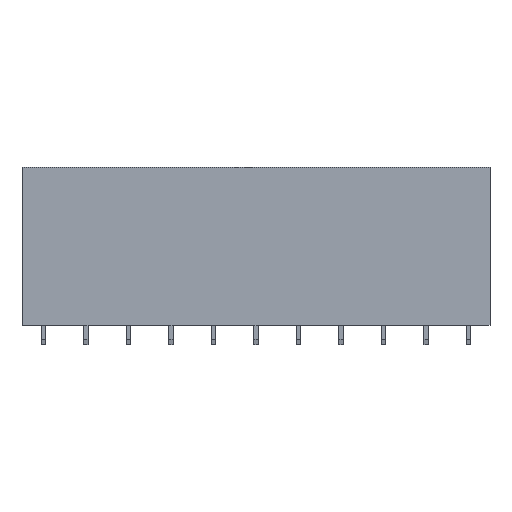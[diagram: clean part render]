
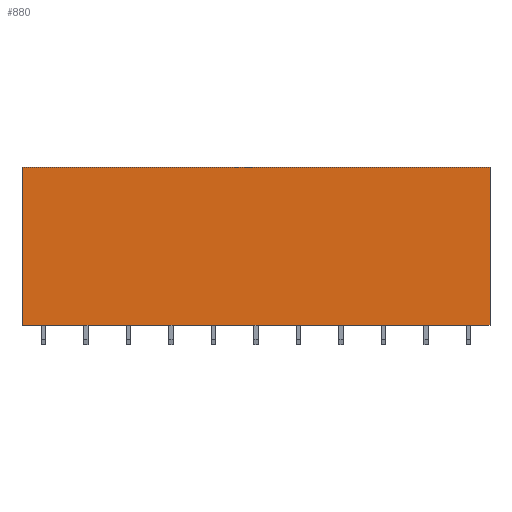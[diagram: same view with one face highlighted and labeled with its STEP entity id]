
A CAD part, front view. The second image highlights one B-rep face of the part: STEP entity #880.
In plain terms, the highlighted planar face has unit normal (0, -1, 0).
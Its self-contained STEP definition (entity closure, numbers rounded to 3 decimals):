
#853=AXIS2_PLACEMENT_3D('Plane Axis2P3D',#850,#851,#852) ;
#80=CARTESIAN_POINT('Vertex',(83.82,0.,3.5)) ;
#83=CARTESIAN_POINT('Line Origine',(41.91,0.,3.5)) ;
#87=CARTESIAN_POINT('Vertex',(0.,0.,3.5)) ;
#850=CARTESIAN_POINT('Axis2P3D Location',(0.,0.,31.8)) ;
#855=CARTESIAN_POINT('Line Origine',(83.82,0.,17.65)) ;
#859=CARTESIAN_POINT('Vertex',(83.82,0.,31.8)) ;
#862=CARTESIAN_POINT('Line Origine',(41.91,0.,31.8)) ;
#866=CARTESIAN_POINT('Vertex',(0.,0.,31.8)) ;
#869=CARTESIAN_POINT('Line Origine',(0.,0.,17.65)) ;
#84=DIRECTION('Vector Direction',(1.,0.,0.)) ;
#851=DIRECTION('Axis2P3D Direction',(0.,-1.,0.)) ;
#852=DIRECTION('Axis2P3D XDirection',(0.,-0.,-1.)) ;
#856=DIRECTION('Vector Direction',(0.,0.,-1.)) ;
#863=DIRECTION('Vector Direction',(1.,0.,0.)) ;
#870=DIRECTION('Vector Direction',(0.,0.,-1.)) ;
#85=VECTOR('Line Direction',#84,1.) ;
#857=VECTOR('Line Direction',#856,1.) ;
#864=VECTOR('Line Direction',#863,1.) ;
#871=VECTOR('Line Direction',#870,1.) ;
#875=ORIENTED_EDGE('',*,*,#861,.T.) ;
#876=ORIENTED_EDGE('',*,*,#868,.F.) ;
#877=ORIENTED_EDGE('',*,*,#873,.F.) ;
#878=ORIENTED_EDGE('',*,*,#89,.T.) ;
#880=ADVANCED_FACE('HOUSING',(#879),#854,.T.) ;
#89=EDGE_CURVE('',#88,#81,#86,.T.) ;
#861=EDGE_CURVE('',#81,#860,#858,.F.) ;
#868=EDGE_CURVE('',#867,#860,#865,.T.) ;
#873=EDGE_CURVE('',#88,#867,#872,.F.) ;
#874=EDGE_LOOP('',(#875,#876,#877,#878)) ;
#879=FACE_OUTER_BOUND('',#874,.T.) ;
#86=LINE('Line',#83,#85) ;
#858=LINE('Line',#855,#857) ;
#865=LINE('Line',#862,#864) ;
#872=LINE('Line',#869,#871) ;
#854=PLANE('',#853) ;
#81=VERTEX_POINT('',#80) ;
#88=VERTEX_POINT('',#87) ;
#860=VERTEX_POINT('',#859) ;
#867=VERTEX_POINT('',#866) ;
